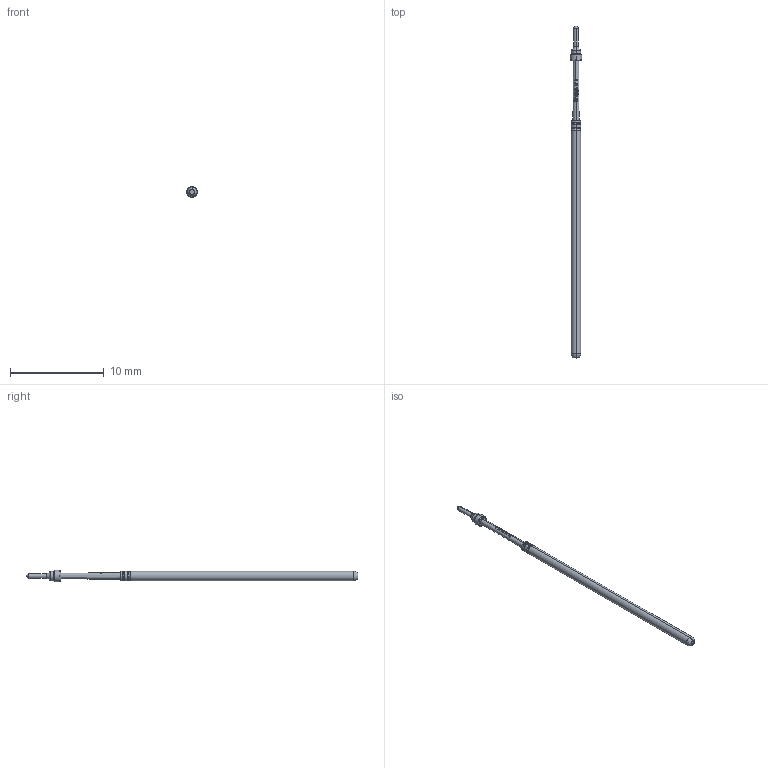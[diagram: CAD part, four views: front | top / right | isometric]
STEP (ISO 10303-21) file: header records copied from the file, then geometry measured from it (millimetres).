
FILE_DESCRIPTION (( 'STEP AP203' ), '1' );
FILE_NAME ('INGUN_GKS-075_355_050_A_xx00.STEP', '2021-09-22T05:20:17', ( 'ochi' ), ( '' ), 'SwSTEP 2.0', 'SolidWorks 2018', '' );
FILE_SCHEMA (( 'CONFIG_CONTROL_DESIGN' ));
Length unit declared in the file: millimetre
Products named in the file (1): INGUN_GKS-075_355_050_A_xx00
Bounding box: 1.2 x 35.5 x 1.2 mm (x, y, z)
Volume: 24.3 mm3; surface area: 104.6 mm2
Topology: 1 solids, 1 shells, 100 faces, 261 edges, 164 vertices
Faces by surface type: bspline 51, torus 16, cone 14, cylinder 14, plane 3, sphere 2
Entity records: 4272 total; most frequent: CARTESIAN_POINT 2209, ORIENTED_EDGE 518, EDGE_CURVE 259, DIRECTION 242, B_SPLINE_CURVE_WITH_KNOTS 175, VERTEX_POINT 164, AXIS2_PLACEMENT_3D 108, EDGE_LOOP 103
